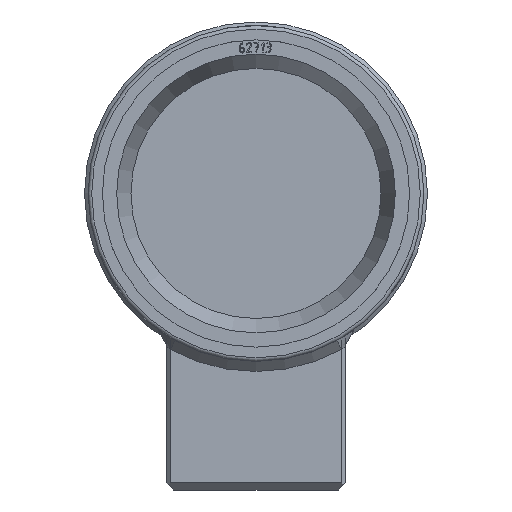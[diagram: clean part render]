
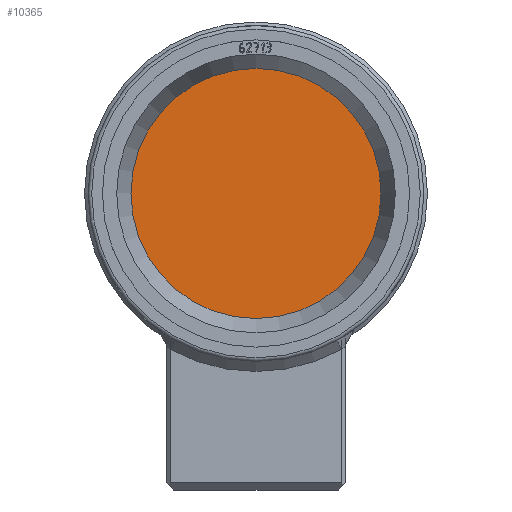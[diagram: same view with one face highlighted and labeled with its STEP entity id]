
A CAD part, left-side view. The second image highlights one B-rep face of the part: STEP entity #10365.
In plain terms, the highlighted face is planar.
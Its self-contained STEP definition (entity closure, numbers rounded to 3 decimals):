
#1244=PLANE('',#11515);
#1594=CIRCLE('',#11514,19.5);
#2064=FACE_OUTER_BOUND('',#2721,.T.);
#2721=EDGE_LOOP('',(#8913));
#5041=VERTEX_POINT('',#19005);
#6379=EDGE_CURVE('',#5041,#5041,#1594,.T.);
#8913=ORIENTED_EDGE('',*,*,#6379,.T.);
#10365=ADVANCED_FACE('',(#2064),#1244,.T.);
#11514=AXIS2_PLACEMENT_3D('',#19006,#13360,#13361);
#11515=AXIS2_PLACEMENT_3D('',#19008,#13363,#13364);
#13360=DIRECTION('center_axis',(1.,0.,0.));
#13361=DIRECTION('ref_axis',(0.,0.,-1.));
#13363=DIRECTION('center_axis',(1.,0.,0.));
#13364=DIRECTION('ref_axis',(0.,0.,-1.));
#19005=CARTESIAN_POINT('',(10.,-19.5,0.));
#19006=CARTESIAN_POINT('Origin',(10.,0.,0.));
#19008=CARTESIAN_POINT('Origin',(10.,0.,0.));
